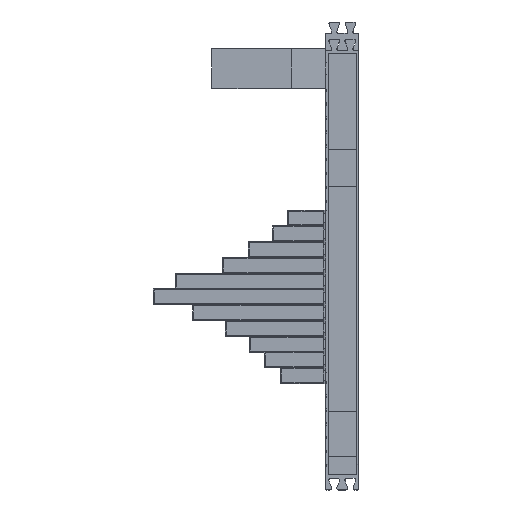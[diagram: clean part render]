
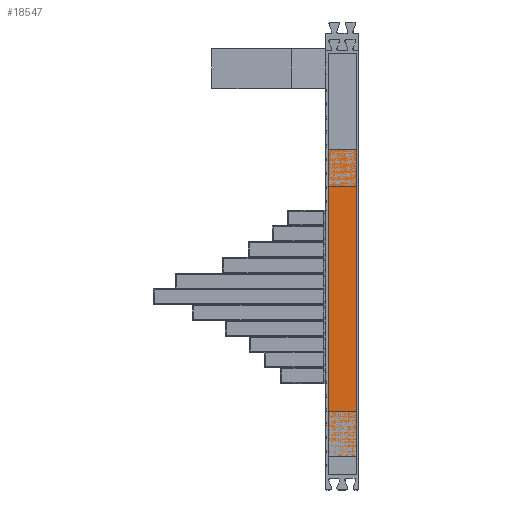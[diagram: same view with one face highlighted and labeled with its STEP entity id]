
A CAD part, top view. The second image highlights one B-rep face of the part: STEP entity #18547.
In plain terms, the highlighted planar face has unit normal (0, 0, 1).
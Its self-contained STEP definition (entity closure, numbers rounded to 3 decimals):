
#1141=FACE_OUTER_BOUND('',#2097,.T.);
#2097=EDGE_LOOP('',(#16319,#16320,#16321,#16322));
#4486=LINE('',#29280,#6977);
#4489=LINE('',#29286,#6980);
#4492=LINE('',#29292,#6983);
#4495=LINE('',#29296,#6986);
#6977=VECTOR('',#23955,10.);
#6980=VECTOR('',#23960,10.);
#6983=VECTOR('',#23965,10.);
#6986=VECTOR('',#23970,10.);
#8760=VERTEX_POINT('',#29277);
#8761=VERTEX_POINT('',#29279);
#8763=VERTEX_POINT('',#29285);
#8765=VERTEX_POINT('',#29291);
#11297=EDGE_CURVE('',#8761,#8760,#4486,.T.);
#11300=EDGE_CURVE('',#8763,#8761,#4489,.F.);
#11303=EDGE_CURVE('',#8765,#8763,#4492,.T.);
#11306=EDGE_CURVE('',#8760,#8765,#4495,.T.);
#16319=ORIENTED_EDGE('',*,*,#11306,.T.);
#16320=ORIENTED_EDGE('',*,*,#11303,.T.);
#16321=ORIENTED_EDGE('',*,*,#11300,.T.);
#16322=ORIENTED_EDGE('',*,*,#11297,.T.);
#17624=PLANE('',#19640);
#18547=ADVANCED_FACE('',(#1141),#17624,.T.);
#19640=AXIS2_PLACEMENT_3D('',#29297,#23971,#23972);
#23955=DIRECTION('',(0.,1.,0.));
#23960=DIRECTION('',(-1.,0.,0.));
#23965=DIRECTION('',(0.,-1.,0.));
#23970=DIRECTION('',(-1.,0.,0.));
#23971=DIRECTION('center_axis',(0.,0.,1.));
#23972=DIRECTION('ref_axis',(1.,0.,0.));
#29277=CARTESIAN_POINT('',(26.5,-85.,12.));
#29279=CARTESIAN_POINT('',(26.5,-350.,12.));
#29280=CARTESIAN_POINT('',(26.5,-2.,12.));
#29285=CARTESIAN_POINT('',(2.,-350.,12.));
#29286=CARTESIAN_POINT('',(8.125,-350.,12.));
#29291=CARTESIAN_POINT('',(2.,-85.,12.));
#29292=CARTESIAN_POINT('',(2.,-377.,12.));
#29296=CARTESIAN_POINT('',(28.5,-85.,12.));
#29297=CARTESIAN_POINT('Origin',(14.25,-207.5,12.));
